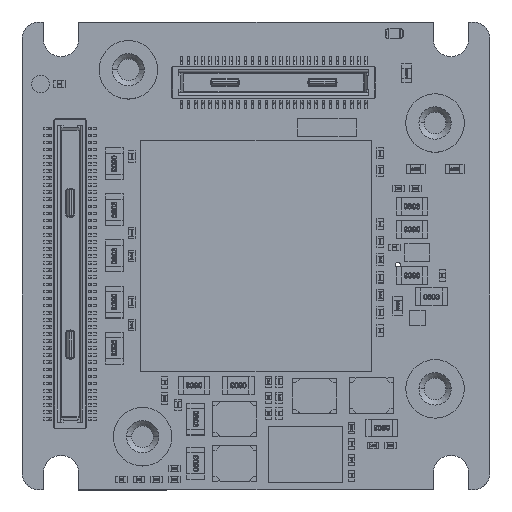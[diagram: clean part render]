
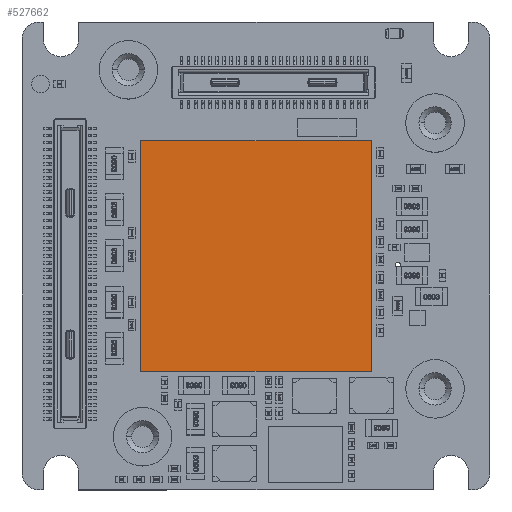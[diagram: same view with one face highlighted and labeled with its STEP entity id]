
A CAD part, top view. The second image highlights one B-rep face of the part: STEP entity #527662.
In plain terms, the highlighted planar face has unit normal (0, 0, 1).
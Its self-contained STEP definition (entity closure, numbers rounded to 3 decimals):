
#10455 = LINE ( 'NONE', #293273, #33849 ) ;
#21165 = CARTESIAN_POINT ( 'NONE',  ( -6.5, -6.5, 6.172 ) ) ;
#31440 = FACE_OUTER_BOUND ( 'NONE', #317589, .T. ) ;
#33849 = VECTOR ( 'NONE', #45507, 1000. ) ;
#45507 = DIRECTION ( 'NONE',  ( 0., -1., 0. ) ) ;
#49373 = LINE ( 'NONE', #51969, #75914 ) ;
#51969 = CARTESIAN_POINT ( 'NONE',  ( -6.5, 6.5, 6.172 ) ) ;
#68185 = LINE ( 'NONE', #394017, #444600 ) ;
#75914 = VECTOR ( 'NONE', #213717, 1000. ) ;
#99162 = EDGE_CURVE ( 'NONE', #160214, #314004, #144794, .T. ) ;
#123112 = AXIS2_PLACEMENT_3D ( 'NONE', #521704, #365146, #489135 ) ;
#139495 = DIRECTION ( 'NONE',  ( 0., 1., 0. ) ) ;
#140301 = EDGE_CURVE ( 'NONE', #232417, #285786, #10455, .T. ) ;
#144794 = LINE ( 'NONE', #476002, #254102 ) ;
#160214 = VERTEX_POINT ( 'NONE', #21165 ) ;
#181394 = EDGE_CURVE ( 'NONE', #285786, #160214, #68185, .T. ) ;
#198963 = CARTESIAN_POINT ( 'NONE',  ( -6.5, 6.5, 6.172 ) ) ;
#201015 = PLANE ( 'NONE',  #123112 ) ;
#213717 = DIRECTION ( 'NONE',  ( 1., 0., 0. ) ) ;
#216406 = ORIENTED_EDGE ( 'NONE', *, *, #99162, .F. ) ;
#229809 = EDGE_CURVE ( 'NONE', #314004, #232417, #49373, .T. ) ;
#232417 = VERTEX_POINT ( 'NONE', #369895 ) ;
#250684 = ORIENTED_EDGE ( 'NONE', *, *, #229809, .F. ) ;
#254102 = VECTOR ( 'NONE', #139495, 1000. ) ;
#285786 = VERTEX_POINT ( 'NONE', #408614 ) ;
#290703 = ORIENTED_EDGE ( 'NONE', *, *, #140301, .F. ) ;
#293273 = CARTESIAN_POINT ( 'NONE',  ( 6.5, 6.5, 6.172 ) ) ;
#314004 = VERTEX_POINT ( 'NONE', #198963 ) ;
#317589 = EDGE_LOOP ( 'NONE', ( #357696, #290703, #250684, #216406 ) ) ;
#353641 = DIRECTION ( 'NONE',  ( -1., 0., 0. ) ) ;
#357696 = ORIENTED_EDGE ( 'NONE', *, *, #181394, .F. ) ;
#365146 = DIRECTION ( 'NONE',  ( 0., 0., -1. ) ) ;
#369895 = CARTESIAN_POINT ( 'NONE',  ( 6.5, 6.5, 6.172 ) ) ;
#394017 = CARTESIAN_POINT ( 'NONE',  ( 6.5, -6.5, 6.172 ) ) ;
#408614 = CARTESIAN_POINT ( 'NONE',  ( 6.5, -6.5, 6.172 ) ) ;
#444600 = VECTOR ( 'NONE', #353641, 1000. ) ;
#476002 = CARTESIAN_POINT ( 'NONE',  ( -6.5, -6.5, 6.172 ) ) ;
#489135 = DIRECTION ( 'NONE',  ( 0., -1., 0. ) ) ;
#521704 = CARTESIAN_POINT ( 'NONE',  ( 0., 0., 6.172 ) ) ;
#527662 = ADVANCED_FACE ( 'NONE', ( #31440 ), #201015, .F. ) ;
